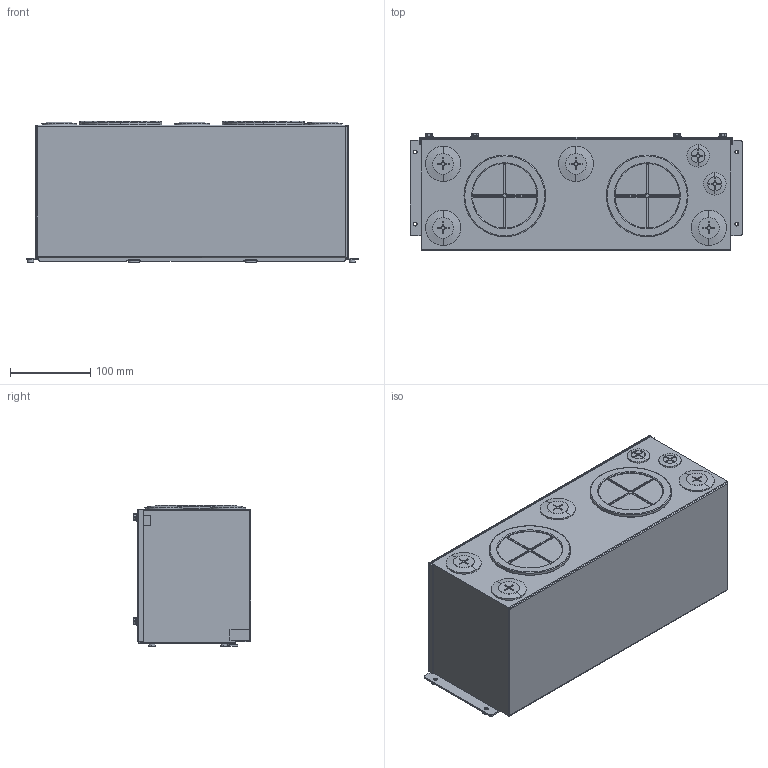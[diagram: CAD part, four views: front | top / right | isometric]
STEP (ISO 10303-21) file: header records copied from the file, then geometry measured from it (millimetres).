
FILE_DESCRIPTION (( 'STEP AP214' ), '1' );
FILE_NAME ('GS4-CBX-F.STEP', '2017-10-17T11:30:27', ( '' ), ( '' ), 'SwSTEP 2.0', 'SolidWorks 2015', '' );
FILE_SCHEMA (( 'AUTOMOTIVE_DESIGN' ));
Length unit declared in the file: inch
Products named in the file (7): 3105162300-SCREW-M5 A; 32450037XX_RUBBER_3INCH_2 A; 3240061300_RUBBER22_4 A; 3240900700-RUBBER34_4 A; F-FR_CASE_CONDUIT_T_129 Top Cover A; F-FR_CASE_CONDUIT_B_166 A; GS4-CBX-F
Assembly tree (14 placements, depth 2):
  GS4-CBX-F
    F-FR_CASE_CONDUIT_B_166 A
    F-FR_CASE_CONDUIT_T_129 Top Cover A
    3240900700-RUBBER34_4 A  x4
    3240061300_RUBBER22_4 A  x2
    32450037XX_RUBBER_3INCH_2 A  x2
    3105162300-SCREW-M5 A  x4
Bounding box: 414.8 x 146.89 x 176.29 mm (x, y, z)
Volume: 474413.3 mm3; surface area: 570891.4 mm2
Topology: 18 solids, 18 shells, 795 faces, 2002 edges, 1300 vertices
Faces by surface type: plane 390, cylinder 302, torus 56, cone 40, bspline 7
Entity records: 14993 total; most frequent: CARTESIAN_POINT 3134, DIRECTION 2468, ORIENTED_EDGE 2358, EDGE_CURVE 1179, AXIS2_PLACEMENT_3D 898, VERTEX_POINT 766, VECTOR 672, LINE 672
